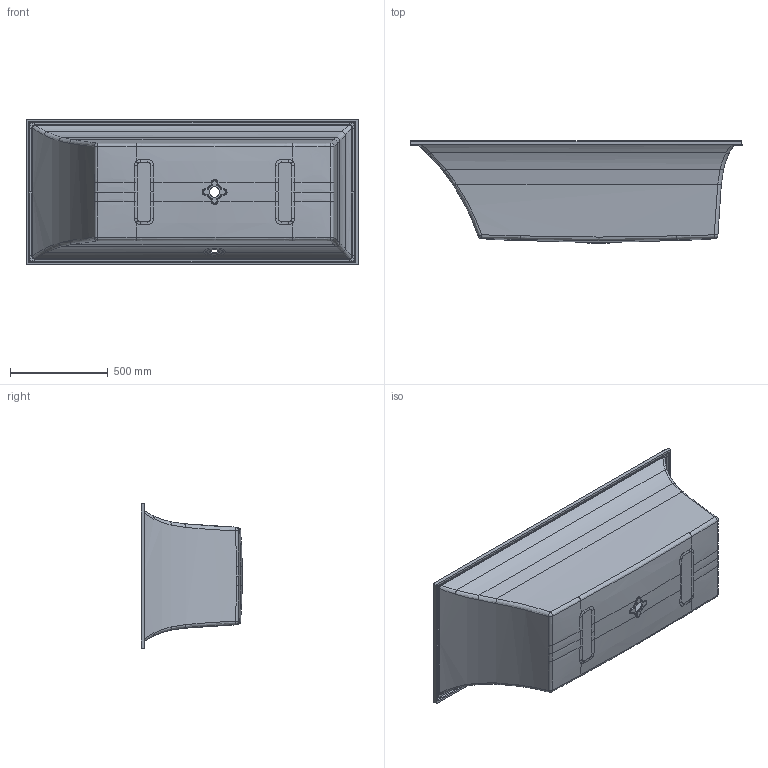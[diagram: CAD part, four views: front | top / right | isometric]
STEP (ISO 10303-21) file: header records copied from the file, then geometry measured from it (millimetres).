
FILE_DESCRIPTION((''),'2;1');
FILE_NAME('UBQ170SQS2_SQUARO_SLIM_LINE','2022-07-04T15:44:15',('hegemanc'),('Villeroy & Boch Wellness bv'),'CREO PARAMETRIC BY PTC INC, 2020454','CREO PARAMETRIC BY PTC INC, 2020454','');
FILE_SCHEMA(('CONFIG_CONTROL_DESIGN'));
Length unit declared in the file: millimetre
Products named in the file (1): UBQ170SQS2_SQUARO_SLIM_LINE
Bounding box: 1694.41 x 520.2 x 744.41 mm (x, y, z)
Surface area: 5546676.8 mm2 (no closed solid volume)
Topology: 0 solids, 1 shells, 436 faces, 1004 edges, 569 vertices
Faces by surface type: bspline 236, cylinder 104, plane 34, sphere 24, torus 16, cone 14, extrusion 8
Entity records: 33890 total; most frequent: CARTESIAN_POINT 26230, ORIENTED_EDGE 2006, EDGE_CURVE 1004, DIRECTION 845, B_SPLINE_CURVE_WITH_KNOTS 658, VERTEX_POINT 569, EDGE_LOOP 440, FACE_OUTER_BOUND 436
